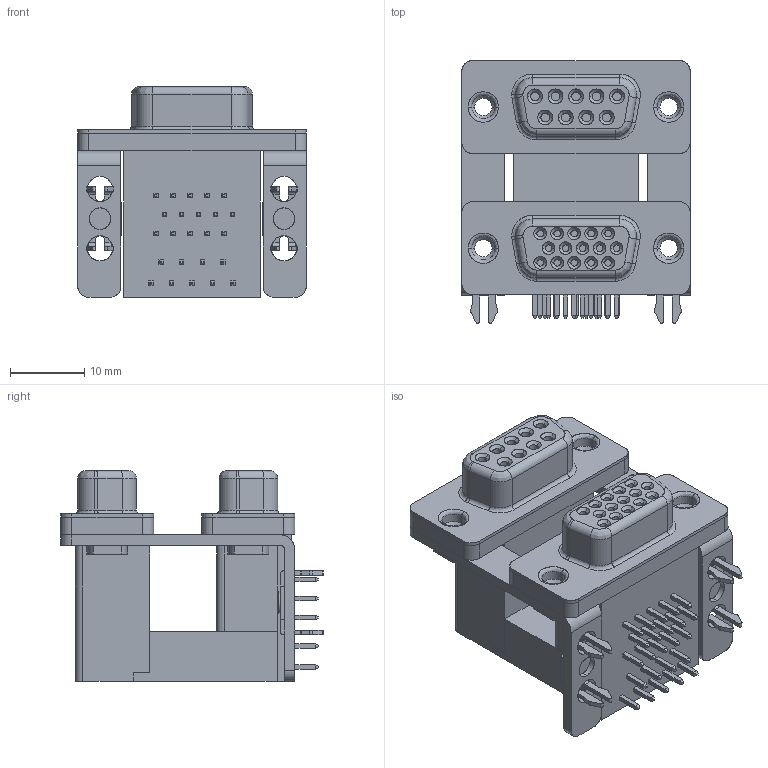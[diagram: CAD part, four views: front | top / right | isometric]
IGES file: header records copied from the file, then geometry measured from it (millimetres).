
Start section: SolidWorks IGES file using analytic representation for surfaces
Global section: file name: K42X-E9S-E15S-A4N_rA2.IGS; native system: SolidWorks 2012; preprocessor: SolidWorks 2012; author: William; date: 131206.094412; units: millimetre
Bounding box: 30.81 x 35.45 x 28.4 mm (x, y, z)
Surface area: 6928.8 mm2 (no closed solid volume)
Topology: 0 solids, 0 shells, 694 faces, 5876 edges, 5876 vertices
Faces by surface type: bspline 422, revolution 272
